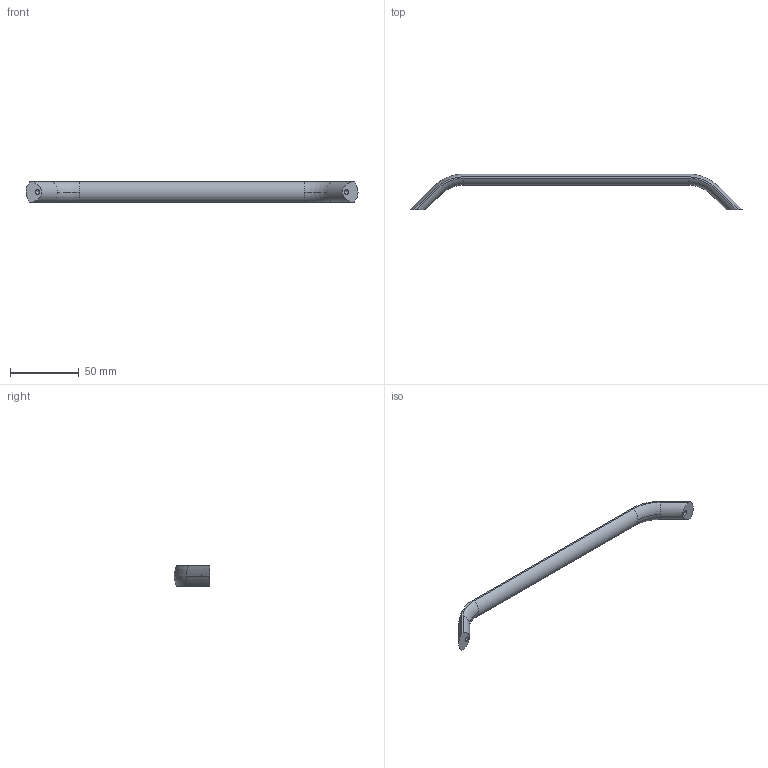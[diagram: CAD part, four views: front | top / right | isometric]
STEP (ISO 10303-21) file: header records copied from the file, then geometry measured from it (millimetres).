
FILE_DESCRIPTION (( 'STEP AP214' ), '1' );
FILE_NAME ('F001561,F001565,F001569,F001573_3D.step', '2022-06-10T07:00:56', ( '' ), ( '' ), 'SwSTEP 2.0', 'SolidWorks 2020', '' );
FILE_SCHEMA (( 'AUTOMOTIVE_DESIGN' ));
Length unit declared in the file: millimetre
Products named in the file (1): F001561,F001565,F001569,F001573_3D
Bounding box: 241 x 26 x 15 mm (x, y, z)
Volume: 22072.6 mm3; surface area: 9487.7 mm2
Topology: 1 solids, 1 shells, 35 faces, 79 edges, 44 vertices
Faces by surface type: cylinder 13, plane 12, torus 6, cone 4
Entity records: 1017 total; most frequent: DIRECTION 175, CARTESIAN_POINT 173, ORIENTED_EDGE 150, EDGE_CURVE 75, AXIS2_PLACEMENT_3D 70, VERTEX_POINT 44, EDGE_LOOP 37, LINE 35
